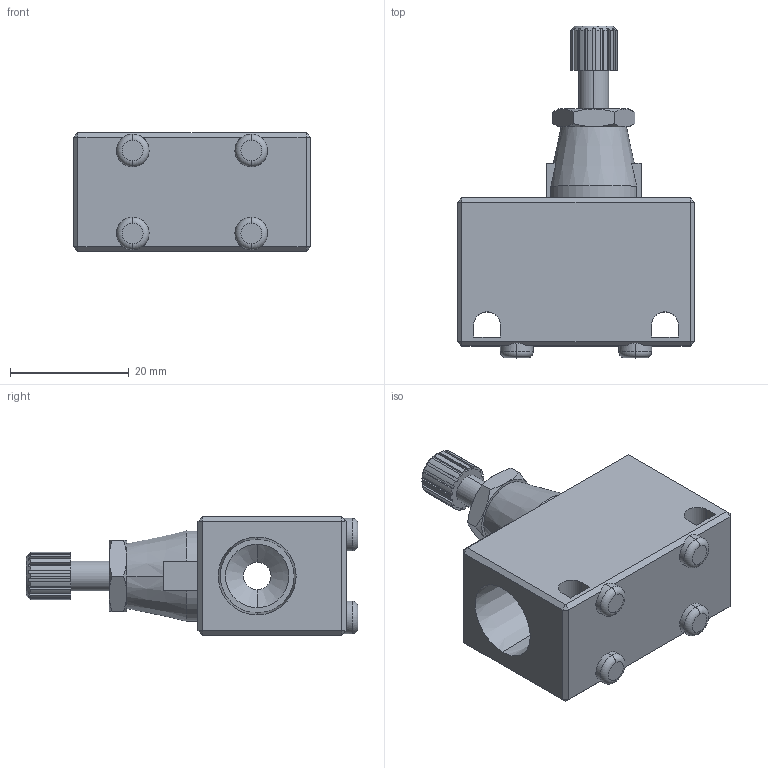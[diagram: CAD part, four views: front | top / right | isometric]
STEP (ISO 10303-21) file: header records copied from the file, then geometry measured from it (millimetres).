
FILE_DESCRIPTION (( 'STEP AP214' ), '1' );
FILE_NAME ('AS2000-02.step.step', '2016-01-28T02:37:19', ( 'Windows User' ), ( '' ), 'SwSTEP 2.0', 'SolidWorks 2016', '' );
FILE_SCHEMA (( 'AUTOMOTIVE_DESIGN' ));
Length unit declared in the file: millimetre
Products named in the file (2): AS2000-02.step; AS2000-02.step_AS3056 Body_2-02
Assembly tree (1 placements, depth 2):
  AS2000-02.step
    AS2000-02.step_AS3056 Body_2-02
Bounding box: 40 x 56 x 20 mm (x, y, z)
Volume: 17767.2 mm3; surface area: 7487 mm2
Topology: 1 solids, 1 shells, 179 faces, 463 edges, 292 vertices
Faces by surface type: plane 92, cylinder 55, cone 24, torus 8
Entity records: 6946 total; most frequent: CARTESIAN_POINT 1214, ORIENTED_EDGE 926, DIRECTION 915, EDGE_CURVE 463, AXIS2_PLACEMENT_3D 341, VERTEX_POINT 292, LINE 233, VECTOR 233
